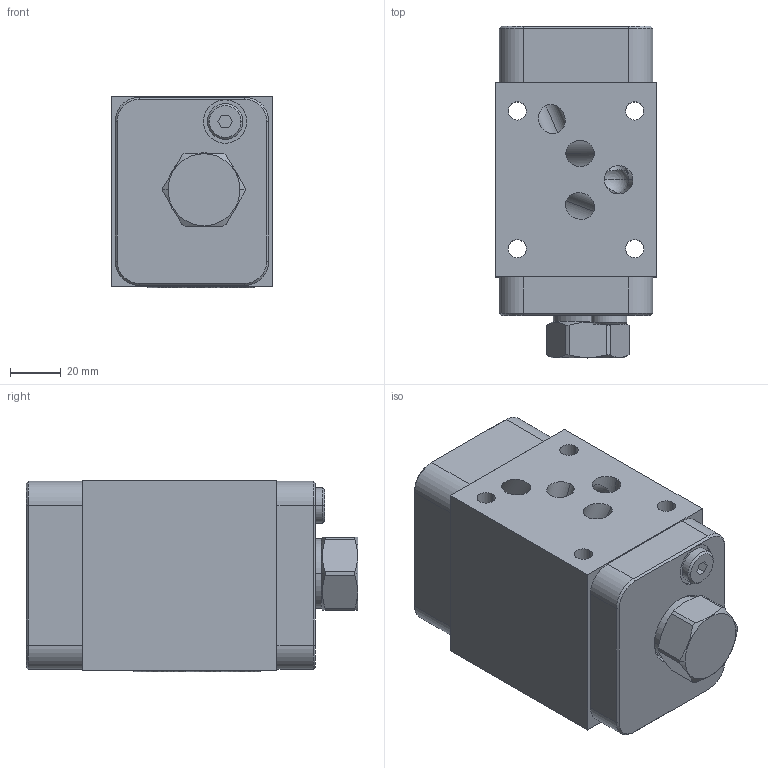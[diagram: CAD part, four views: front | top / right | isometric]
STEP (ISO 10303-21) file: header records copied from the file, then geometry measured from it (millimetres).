
FILE_DESCRIPTION((''),'2;1');
FILE_NAME('EUC_ASM','2019-08-07T',('ProEService'),(''),'PRO/ENGINEER BY PARAMETRIC TECHNOLOGY CORPORATION, 2014200','PRO/ENGINEER BY PARAMETRIC TECHNOLOGY CORPORATION, 2014200','');
FILE_SCHEMA(('CONFIG_CONTROL_DESIGN'));
Length unit declared in the file: inch
Products named in the file (5): 17B-694; LPFCXHN; 330-018-001; 500-001-014; EUC_ASM
Assembly tree (8 placements, depth 2):
  EUC_ASM
    17B-694
    LPFCXHN
    330-018-001
    500-001-014  x5
Bounding box: 63.5 x 130.18 x 75.16 mm (x, y, z)
Volume: 466405.1 mm3; surface area: 77210.9 mm2
Topology: 11 solids, 12 shells, 332 faces, 1028 edges, 877 vertices
Faces by surface type: cylinder 136, plane 71, cone 62, revolution 32, torus 20, sphere 11
Entity records: 13208 total; most frequent: CARTESIAN_POINT 4426, DIRECTION 1891, ORIENTED_EDGE 1448, EDGE_CURVE 724, AXIS2_PLACEMENT_3D 672, VECTOR 531, LINE 531, VERTEX_POINT 448
